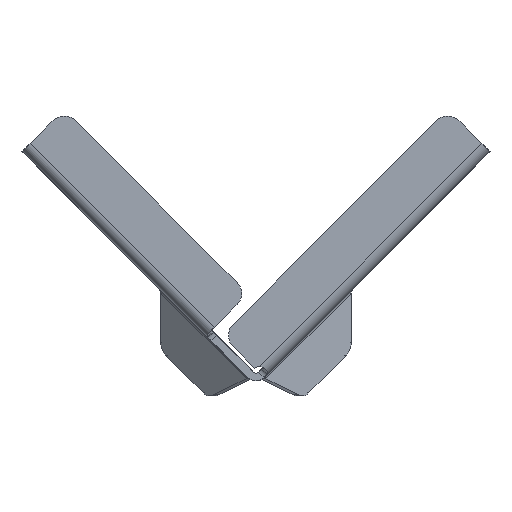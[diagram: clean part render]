
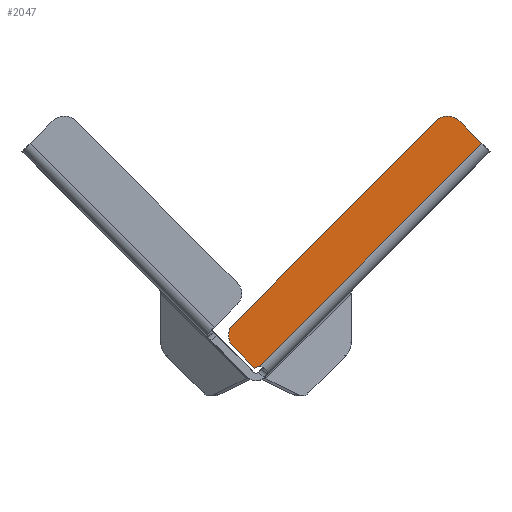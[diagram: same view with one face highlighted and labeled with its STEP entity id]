
A CAD part, front view. The second image highlights one B-rep face of the part: STEP entity #2047.
In plain terms, the highlighted planar face has unit normal (0, -1, 0).
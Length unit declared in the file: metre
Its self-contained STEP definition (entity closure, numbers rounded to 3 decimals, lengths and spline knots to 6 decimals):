
#63=PLANE('',#2241);
#218=LINE('',#3315,#415);
#219=LINE('',#3320,#416);
#220=LINE('',#3324,#417);
#221=LINE('',#3325,#418);
#415=VECTOR('',#2702,1.);
#416=VECTOR('',#2705,1.);
#417=VECTOR('',#2708,1.);
#418=VECTOR('',#2709,1.);
#729=ORIENTED_EDGE('',*,*,#1290,.F.);
#730=ORIENTED_EDGE('',*,*,#1291,.T.);
#731=ORIENTED_EDGE('',*,*,#1292,.F.);
#732=ORIENTED_EDGE('',*,*,#1293,.T.);
#733=ORIENTED_EDGE('',*,*,#1294,.F.);
#734=ORIENTED_EDGE('',*,*,#1281,.F.);
#735=ORIENTED_EDGE('',*,*,#1295,.T.);
#1281=EDGE_CURVE('',#1537,#1539,#1655,.T.);
#1290=EDGE_CURVE('',#1546,#1547,#218,.T.);
#1291=EDGE_CURVE('',#1546,#1548,#1659,.T.);
#1292=EDGE_CURVE('',#1549,#1548,#219,.T.);
#1293=EDGE_CURVE('',#1549,#1550,#1660,.T.);
#1294=EDGE_CURVE('',#1539,#1550,#220,.T.);
#1295=EDGE_CURVE('',#1537,#1547,#221,.T.);
#1537=VERTEX_POINT('',#3295);
#1539=VERTEX_POINT('',#3298);
#1546=VERTEX_POINT('',#3316);
#1547=VERTEX_POINT('',#3317);
#1548=VERTEX_POINT('',#3319);
#1549=VERTEX_POINT('',#3321);
#1550=VERTEX_POINT('',#3323);
#1655=CIRCLE('',#2236,0.002197);
#1659=CIRCLE('',#2242,0.00508);
#1660=CIRCLE('',#2243,0.00508);
#1746=EDGE_LOOP('',(#729,#730,#731,#732,#733,#734,#735));
#1871=FACE_BOUND('',#1746,.T.);
#2047=ADVANCED_FACE('',(#1871),#63,.T.);
#2236=AXIS2_PLACEMENT_3D('',#3297,#2685,#2686);
#2241=AXIS2_PLACEMENT_3D('',#3314,#2700,#2701);
#2242=AXIS2_PLACEMENT_3D('',#3318,#2703,#2704);
#2243=AXIS2_PLACEMENT_3D('',#3322,#2706,#2707);
#2685=DIRECTION('',(0.,-1.,0.));
#2686=DIRECTION('',(-0.707,0.,-0.707));
#2700=DIRECTION('',(0.,-1.,0.));
#2701=DIRECTION('',(0.,0.,-1.));
#2702=DIRECTION('',(0.707,0.,-0.707));
#2703=DIRECTION('',(0.,-1.,0.));
#2704=DIRECTION('',(0.,0.,-1.));
#2705=DIRECTION('',(0.707,0.,0.707));
#2706=DIRECTION('',(0.,-1.,0.));
#2707=DIRECTION('',(0.,0.,-1.));
#2708=DIRECTION('',(-0.707,0.,0.707));
#2709=DIRECTION('',(0.707,0.,0.707));
#3295=CARTESIAN_POINT('',(0.001004,-0.171773,0.006192));
#3297=CARTESIAN_POINT('',(0.001186,-0.171773,0.004002));
#3298=CARTESIAN_POINT('',(-0.000368,-0.171773,0.005556));
#3314=CARTESIAN_POINT('',(0.,-0.171773,0.));
#3315=CARTESIAN_POINT('',(0.074536,-0.171773,0.074536));
#3316=CARTESIAN_POINT('',(0.064658,-0.171773,0.084414));
#3317=CARTESIAN_POINT('',(0.071942,-0.171773,0.07713));
#3318=CARTESIAN_POINT('',(0.061066,-0.171773,0.080822));
#3319=CARTESIAN_POINT('',(0.057474,-0.171773,0.084414));
#3320=CARTESIAN_POINT('',(0.061066,-0.171773,0.088007));
#3321=CARTESIAN_POINT('',(-0.007284,-0.171773,0.019656));
#3322=CARTESIAN_POINT('',(-0.003692,-0.171773,0.016064));
#3323=CARTESIAN_POINT('',(-0.007284,-0.171773,0.012472));
#3324=CARTESIAN_POINT('',(-0.010876,-0.171773,0.016064));
#3325=CARTESIAN_POINT('',(-0.002594,-0.171773,0.002594));
